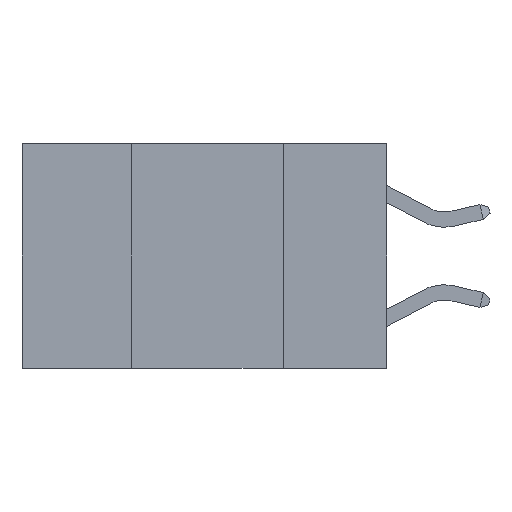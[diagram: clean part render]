
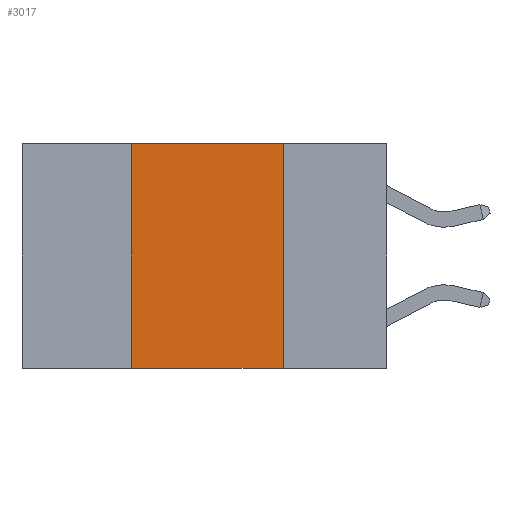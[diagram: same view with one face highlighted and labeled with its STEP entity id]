
A CAD part, left-side view. The second image highlights one B-rep face of the part: STEP entity #3017.
In plain terms, the highlighted planar face has unit normal (-1, 0, 0).
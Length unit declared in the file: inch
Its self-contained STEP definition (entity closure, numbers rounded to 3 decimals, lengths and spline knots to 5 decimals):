
#311 = VECTOR ( 'NONE', #3513, 39.37008 ) ;
#379 = VECTOR ( 'NONE', #1042, 39.37008 ) ;
#989 = VECTOR ( 'NONE', #5139, 39.37008 ) ;
#1042 = DIRECTION ( 'NONE',  ( 0., 0., -1. ) ) ;
#3017 = ADVANCED_FACE ( 'NONE', ( #5964 ), #15432, .F. ) ;
#3329 = VERTEX_POINT ( 'NONE', #12341 ) ;
#3354 = ORIENTED_EDGE ( 'NONE', *, *, #16286, .T. ) ;
#3513 = DIRECTION ( 'NONE',  ( 0., -1., 0. ) ) ;
#4136 = LINE ( 'NONE', #7750, #311 ) ;
#4212 = DIRECTION ( 'NONE',  ( 1., 0., 0. ) ) ;
#5139 = DIRECTION ( 'NONE',  ( 0., -1., 0. ) ) ;
#5243 = EDGE_CURVE ( 'NONE', #17411, #12458, #4136, .T. ) ;
#5856 = CARTESIAN_POINT ( 'NONE',  ( 0., 0.42, 0. ) ) ;
#5964 = FACE_OUTER_BOUND ( 'NONE', #18556, .T. ) ;
#6126 = CARTESIAN_POINT ( 'NONE',  ( 0., 0.42, -0.37 ) ) ;
#7174 = CARTESIAN_POINT ( 'NONE',  ( 0., 0.42, 0. ) ) ;
#7598 = CARTESIAN_POINT ( 'NONE',  ( 0., 0.17, 0. ) ) ;
#7750 = CARTESIAN_POINT ( 'NONE',  ( 0., 0.6, 0. ) ) ;
#8223 = LINE ( 'NONE', #18195, #379 ) ;
#9140 = ORIENTED_EDGE ( 'NONE', *, *, #5243, .F. ) ;
#9489 = VECTOR ( 'NONE', #17116, 39.37008 ) ;
#10833 = LINE ( 'NONE', #5856, #9489 ) ;
#12163 = CARTESIAN_POINT ( 'NONE',  ( 0., 0.6, -0.37 ) ) ;
#12341 = CARTESIAN_POINT ( 'NONE',  ( 0., 0.17, -0.37 ) ) ;
#12389 = VERTEX_POINT ( 'NONE', #6126 ) ;
#12458 = VERTEX_POINT ( 'NONE', #7598 ) ;
#12879 = EDGE_CURVE ( 'NONE', #12458, #3329, #8223, .T. ) ;
#12935 = ORIENTED_EDGE ( 'NONE', *, *, #13818, .F. ) ;
#13818 = EDGE_CURVE ( 'NONE', #12389, #17411, #10833, .T. ) ;
#14072 = DIRECTION ( 'NONE',  ( 0., 0., -1. ) ) ;
#15336 = ORIENTED_EDGE ( 'NONE', *, *, #12879, .F. ) ;
#15432 = PLANE ( 'NONE',  #17910 ) ;
#16286 = EDGE_CURVE ( 'NONE', #12389, #3329, #16713, .T. ) ;
#16713 = LINE ( 'NONE', #12163, #989 ) ;
#17116 = DIRECTION ( 'NONE',  ( 0., 0., 1. ) ) ;
#17411 = VERTEX_POINT ( 'NONE', #7174 ) ;
#17910 = AXIS2_PLACEMENT_3D ( 'NONE', #18241, #4212, #14072 ) ;
#18195 = CARTESIAN_POINT ( 'NONE',  ( 0., 0.17, 0. ) ) ;
#18241 = CARTESIAN_POINT ( 'NONE',  ( 0., 0.6, 0. ) ) ;
#18556 = EDGE_LOOP ( 'NONE', ( #15336, #9140, #12935, #3354 ) ) ;
